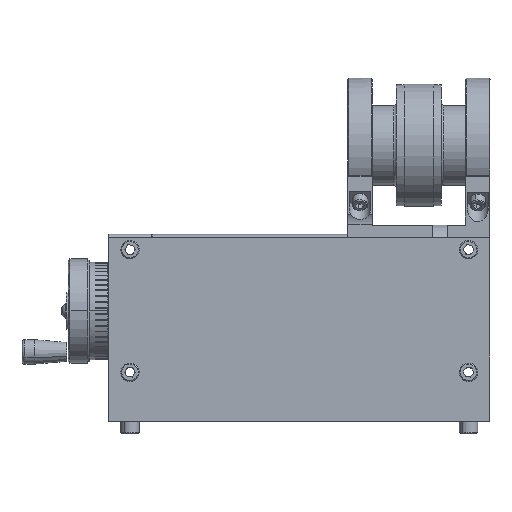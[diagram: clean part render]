
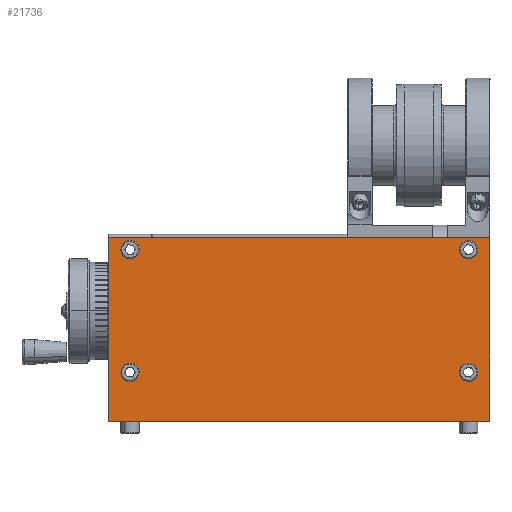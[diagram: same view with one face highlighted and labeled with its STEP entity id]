
A CAD part, left-side view. The second image highlights one B-rep face of the part: STEP entity #21736.
In plain terms, the highlighted planar face has unit normal (-1, 0, 0).
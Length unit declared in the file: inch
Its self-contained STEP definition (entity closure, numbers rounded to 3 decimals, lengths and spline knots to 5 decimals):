
#64 = CARTESIAN_POINT ( 'NONE',  ( -1.5, 7.775, -1.875 ) ) ;
#232 = DIRECTION ( 'NONE',  ( 0., -1., 0. ) ) ;
#364 = CARTESIAN_POINT ( 'NONE',  ( -1.5, 7.775, -5.625 ) ) ;
#846 = CARTESIAN_POINT ( 'NONE',  ( -1.5, 7.1969, -2.125 ) ) ;
#1012 = CARTESIAN_POINT ( 'NONE',  ( -1.5, 7.1969, -4.625 ) ) ;
#1071 = DIRECTION ( 'NONE',  ( -1., 0., 0. ) ) ;
#1210 = ORIENTED_EDGE ( 'NONE', *, *, #24021, .F. ) ;
#1243 = CIRCLE ( 'NONE', #18632, 0.1406 ) ;
#1358 = DIRECTION ( 'NONE',  ( -1., 0., 0. ) ) ;
#1658 = DIRECTION ( 'NONE',  ( 0., -1., 0. ) ) ;
#2271 = ORIENTED_EDGE ( 'NONE', *, *, #7145, .T. ) ;
#2311 = DIRECTION ( 'NONE',  ( 0., 1., 0. ) ) ;
#2364 = VERTEX_POINT ( 'NONE', #13135 ) ;
#2476 = VERTEX_POINT ( 'NONE', #9688 ) ;
#2786 = DIRECTION ( 'NONE',  ( -1., 0., 0. ) ) ;
#2816 = EDGE_LOOP ( 'NONE', ( #4025, #19689 ) ) ;
#2970 = AXIS2_PLACEMENT_3D ( 'NONE', #12449, #1071, #14315 ) ;
#3090 = VERTEX_POINT ( 'NONE', #21598 ) ;
#3766 = CARTESIAN_POINT ( 'NONE',  ( -1.5, 7.3375, -4.625 ) ) ;
#3837 = CIRCLE ( 'NONE', #7678, 0.1406 ) ;
#4025 = ORIENTED_EDGE ( 'NONE', *, *, #12489, .F. ) ;
#4108 = PLANE ( 'NONE',  #16295 ) ;
#4220 = VERTEX_POINT ( 'NONE', #1012 ) ;
#5554 = VECTOR ( 'NONE', #8916, 39.37008 ) ;
#5597 = FACE_BOUND ( 'NONE', #23051, .T. ) ;
#5658 = DIRECTION ( 'NONE',  ( 0., -1., 0. ) ) ;
#5776 = CARTESIAN_POINT ( 'NONE',  ( -1.5, 7.775, -1.875 ) ) ;
#5846 = CARTESIAN_POINT ( 'NONE',  ( -1.5, 7.3375, -4.625 ) ) ;
#5853 = ORIENTED_EDGE ( 'NONE', *, *, #14301, .F. ) ;
#6124 = EDGE_CURVE ( 'NONE', #10623, #4220, #3837, .T. ) ;
#6446 = CARTESIAN_POINT ( 'NONE',  ( -1.5, 0.2969, -4.625 ) ) ;
#6779 = VERTEX_POINT ( 'NONE', #6446 ) ;
#7145 = EDGE_CURVE ( 'NONE', #10037, #17524, #8442, .T. ) ;
#7443 = EDGE_CURVE ( 'NONE', #2476, #19916, #1243, .T. ) ;
#7678 = AXIS2_PLACEMENT_3D ( 'NONE', #5846, #19026, #7772 ) ;
#7772 = DIRECTION ( 'NONE',  ( 0., -1., 0. ) ) ;
#7787 = DIRECTION ( 'NONE',  ( 0., -1., 0. ) ) ;
#8206 = ORIENTED_EDGE ( 'NONE', *, *, #9291, .F. ) ;
#8442 = LINE ( 'NONE', #11330, #17821 ) ;
#8916 = DIRECTION ( 'NONE',  ( 0., 0., 1. ) ) ;
#8936 = AXIS2_PLACEMENT_3D ( 'NONE', #24248, #12992, #1658 ) ;
#9039 = EDGE_CURVE ( 'NONE', #2364, #10037, #10155, .T. ) ;
#9156 = CARTESIAN_POINT ( 'NONE',  ( -1.5, 0.4375, -2.125 ) ) ;
#9291 = EDGE_CURVE ( 'NONE', #4220, #10623, #22781, .T. ) ;
#9369 = VERTEX_POINT ( 'NONE', #19097 ) ;
#9617 = ORIENTED_EDGE ( 'NONE', *, *, #7443, .F. ) ;
#9688 = CARTESIAN_POINT ( 'NONE',  ( -1.5, 0.2969, -2.125 ) ) ;
#9975 = CIRCLE ( 'NONE', #8936, 0.1406 ) ;
#10037 = VERTEX_POINT ( 'NONE', #21461 ) ;
#10065 = FACE_BOUND ( 'NONE', #14147, .T. ) ;
#10155 = LINE ( 'NONE', #22858, #19546 ) ;
#10623 = VERTEX_POINT ( 'NONE', #15459 ) ;
#11007 = VERTEX_POINT ( 'NONE', #64 ) ;
#11052 = DIRECTION ( 'NONE',  ( 0., -1., 0. ) ) ;
#11158 = DIRECTION ( 'NONE',  ( -1., 0., 0. ) ) ;
#11215 = LINE ( 'NONE', #18260, #5554 ) ;
#11330 = CARTESIAN_POINT ( 'NONE',  ( -1.5, 0., -5.625 ) ) ;
#11868 = EDGE_CURVE ( 'NONE', #9369, #6779, #17314, .T. ) ;
#11888 = ORIENTED_EDGE ( 'NONE', *, *, #13553, .F. ) ;
#12449 = CARTESIAN_POINT ( 'NONE',  ( -1.5, 0.4375, -4.625 ) ) ;
#12489 = EDGE_CURVE ( 'NONE', #6779, #9369, #23459, .T. ) ;
#12593 = ORIENTED_EDGE ( 'NONE', *, *, #6124, .F. ) ;
#12720 = CARTESIAN_POINT ( 'NONE',  ( -1.5, 0.4375, -4.625 ) ) ;
#12875 = ORIENTED_EDGE ( 'NONE', *, *, #9039, .T. ) ;
#12992 = DIRECTION ( 'NONE',  ( -1., 0., 0. ) ) ;
#13135 = CARTESIAN_POINT ( 'NONE',  ( -1.5, 7.775, -5.625 ) ) ;
#13553 = EDGE_CURVE ( 'NONE', #2364, #11007, #11215, .T. ) ;
#13619 = DIRECTION ( 'NONE',  ( 1., 0., 0. ) ) ;
#13682 = EDGE_CURVE ( 'NONE', #3090, #20834, #14719, .T. ) ;
#14108 = CARTESIAN_POINT ( 'NONE',  ( -1.5, 0.4375, -2.125 ) ) ;
#14147 = EDGE_LOOP ( 'NONE', ( #9617, #1210 ) ) ;
#14301 = EDGE_CURVE ( 'NONE', #20834, #3090, #9975, .T. ) ;
#14315 = DIRECTION ( 'NONE',  ( 0., -1., 0. ) ) ;
#14341 = AXIS2_PLACEMENT_3D ( 'NONE', #14108, #2786, #15980 ) ;
#14609 = DIRECTION ( 'NONE',  ( 0., -1., 0. ) ) ;
#14719 = CIRCLE ( 'NONE', #22157, 0.1406 ) ;
#14782 = CARTESIAN_POINT ( 'NONE',  ( -1.5, 0., -1.875 ) ) ;
#15064 = FACE_BOUND ( 'NONE', #2816, .T. ) ;
#15388 = CIRCLE ( 'NONE', #14341, 0.1406 ) ;
#15459 = CARTESIAN_POINT ( 'NONE',  ( -1.5, 7.4781, -4.625 ) ) ;
#15633 = FACE_OUTER_BOUND ( 'NONE', #17414, .T. ) ;
#15980 = DIRECTION ( 'NONE',  ( 0., -1., 0. ) ) ;
#16295 = AXIS2_PLACEMENT_3D ( 'NONE', #364, #13619, #2311 ) ;
#16942 = DIRECTION ( 'NONE',  ( -1., 0., 0. ) ) ;
#17194 = DIRECTION ( 'NONE',  ( 0., 0., 1. ) ) ;
#17269 = EDGE_CURVE ( 'NONE', #11007, #17524, #23653, .T. ) ;
#17314 = CIRCLE ( 'NONE', #2970, 0.1406 ) ;
#17414 = EDGE_LOOP ( 'NONE', ( #2271, #21799, #11888, #12875 ) ) ;
#17524 = VERTEX_POINT ( 'NONE', #14782 ) ;
#17821 = VECTOR ( 'NONE', #17194, 39.37008 ) ;
#18260 = CARTESIAN_POINT ( 'NONE',  ( -1.5, 7.775, -5.625 ) ) ;
#18523 = AXIS2_PLACEMENT_3D ( 'NONE', #3766, #16942, #5658 ) ;
#18612 = VECTOR ( 'NONE', #7787, 39.37008 ) ;
#18632 = AXIS2_PLACEMENT_3D ( 'NONE', #9156, #22301, #11052 ) ;
#19026 = DIRECTION ( 'NONE',  ( -1., 0., 0. ) ) ;
#19097 = CARTESIAN_POINT ( 'NONE',  ( -1.5, 0.5781, -4.625 ) ) ;
#19546 = VECTOR ( 'NONE', #232, 39.37008 ) ;
#19689 = ORIENTED_EDGE ( 'NONE', *, *, #11868, .F. ) ;
#19916 = VERTEX_POINT ( 'NONE', #19952 ) ;
#19952 = CARTESIAN_POINT ( 'NONE',  ( -1.5, 0.5781, -2.125 ) ) ;
#20037 = FACE_BOUND ( 'NONE', #23309, .T. ) ;
#20834 = VERTEX_POINT ( 'NONE', #846 ) ;
#20978 = ORIENTED_EDGE ( 'NONE', *, *, #13682, .F. ) ;
#21461 = CARTESIAN_POINT ( 'NONE',  ( -1.5, 0., -5.625 ) ) ;
#21598 = CARTESIAN_POINT ( 'NONE',  ( -1.5, 7.4781, -2.125 ) ) ;
#21736 = ADVANCED_FACE ( 'NONE', ( #20037, #5597, #15064, #10065, #15633 ), #4108, .F. ) ;
#21799 = ORIENTED_EDGE ( 'NONE', *, *, #17269, .F. ) ;
#22157 = AXIS2_PLACEMENT_3D ( 'NONE', #22402, #11158, #24277 ) ;
#22301 = DIRECTION ( 'NONE',  ( -1., 0., 0. ) ) ;
#22402 = CARTESIAN_POINT ( 'NONE',  ( -1.5, 7.3375, -2.125 ) ) ;
#22781 = CIRCLE ( 'NONE', #18523, 0.1406 ) ;
#22858 = CARTESIAN_POINT ( 'NONE',  ( -1.5, 7.775, -5.625 ) ) ;
#23051 = EDGE_LOOP ( 'NONE', ( #8206, #12593 ) ) ;
#23309 = EDGE_LOOP ( 'NONE', ( #5853, #20978 ) ) ;
#23459 = CIRCLE ( 'NONE', #24294, 0.1406 ) ;
#23653 = LINE ( 'NONE', #5776, #18612 ) ;
#24021 = EDGE_CURVE ( 'NONE', #19916, #2476, #15388, .T. ) ;
#24248 = CARTESIAN_POINT ( 'NONE',  ( -1.5, 7.3375, -2.125 ) ) ;
#24277 = DIRECTION ( 'NONE',  ( 0., -1., 0. ) ) ;
#24294 = AXIS2_PLACEMENT_3D ( 'NONE', #12720, #1358, #14609 ) ;
